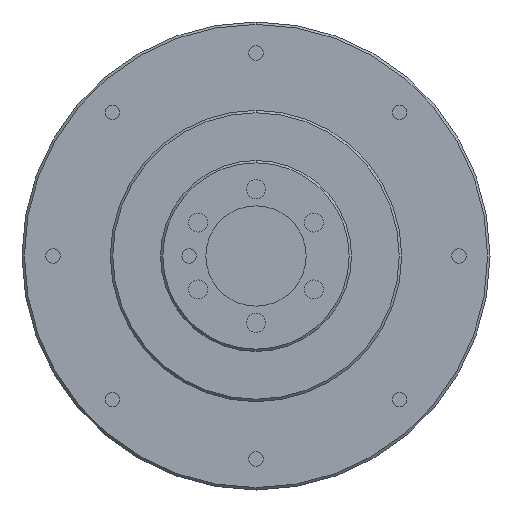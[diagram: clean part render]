
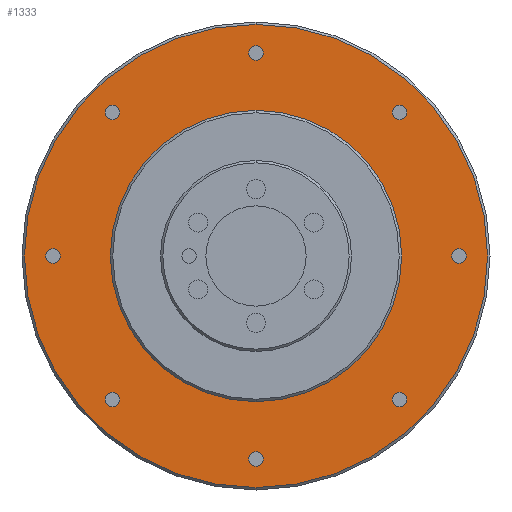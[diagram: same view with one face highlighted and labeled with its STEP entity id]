
A CAD part, left-side view. The second image highlights one B-rep face of the part: STEP entity #1333.
In plain terms, the highlighted planar face has unit normal (-1, 0, 0).
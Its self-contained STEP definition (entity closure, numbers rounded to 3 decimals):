
#55=CARTESIAN_POINT('',(-40.9,0.,0.));
#56=DIRECTION('',(-1.,0.,0.));
#57=DIRECTION('',(0.,0.,-1.));
#58=AXIS2_PLACEMENT_3D('',#55,#56,#57);
#60=CARTESIAN_POINT('',(-40.9,0.,0.));
#61=DIRECTION('',(1.,0.,0.));
#62=DIRECTION('',(0.,0.,-1.));
#63=AXIS2_PLACEMENT_3D('',#60,#61,#62);
#65=CARTESIAN_POINT('',(-40.9,0.,-42.5));
#66=DIRECTION('',(-1.,0.,0.));
#67=DIRECTION('',(0.,1.,0.));
#68=AXIS2_PLACEMENT_3D('',#65,#66,#67);
#70=CARTESIAN_POINT('',(-40.9,0.,-42.5));
#71=DIRECTION('',(-1.,0.,0.));
#72=DIRECTION('',(0.,-1.,0.));
#73=AXIS2_PLACEMENT_3D('',#70,#71,#72);
#75=CARTESIAN_POINT('',(-40.9,30.052,-30.052));
#76=DIRECTION('',(-1.,0.,0.));
#77=DIRECTION('',(0.,0.707,0.707));
#78=AXIS2_PLACEMENT_3D('',#75,#76,#77);
#80=CARTESIAN_POINT('',(-40.9,30.052,-30.052));
#81=DIRECTION('',(-1.,0.,0.));
#82=DIRECTION('',(0.,-0.707,-0.707));
#83=AXIS2_PLACEMENT_3D('',#80,#81,#82);
#85=CARTESIAN_POINT('',(-40.9,42.5,0.));
#86=DIRECTION('',(-1.,0.,0.));
#87=DIRECTION('',(0.,0.,1.));
#88=AXIS2_PLACEMENT_3D('',#85,#86,#87);
#90=CARTESIAN_POINT('',(-40.9,42.5,0.));
#91=DIRECTION('',(-1.,0.,0.));
#92=DIRECTION('',(0.,0.,-1.));
#93=AXIS2_PLACEMENT_3D('',#90,#91,#92);
#95=CARTESIAN_POINT('',(-40.9,30.052,30.052));
#96=DIRECTION('',(-1.,0.,0.));
#97=DIRECTION('',(0.,-0.707,0.707));
#98=AXIS2_PLACEMENT_3D('',#95,#96,#97);
#100=CARTESIAN_POINT('',(-40.9,30.052,30.052));
#101=DIRECTION('',(-1.,0.,0.));
#102=DIRECTION('',(0.,0.707,-0.707));
#103=AXIS2_PLACEMENT_3D('',#100,#101,#102);
#105=CARTESIAN_POINT('',(-40.9,0.,42.5));
#106=DIRECTION('',(-1.,0.,0.));
#107=DIRECTION('',(0.,-1.,0.));
#108=AXIS2_PLACEMENT_3D('',#105,#106,#107);
#110=CARTESIAN_POINT('',(-40.9,0.,42.5));
#111=DIRECTION('',(-1.,0.,0.));
#112=DIRECTION('',(0.,1.,0.));
#113=AXIS2_PLACEMENT_3D('',#110,#111,#112);
#115=CARTESIAN_POINT('',(-40.9,-30.052,30.052));
#116=DIRECTION('',(-1.,0.,0.));
#117=DIRECTION('',(0.,-0.707,-0.707));
#118=AXIS2_PLACEMENT_3D('',#115,#116,#117);
#120=CARTESIAN_POINT('',(-40.9,-30.052,30.052));
#121=DIRECTION('',(-1.,0.,0.));
#122=DIRECTION('',(0.,0.707,0.707));
#123=AXIS2_PLACEMENT_3D('',#120,#121,#122);
#125=CARTESIAN_POINT('',(-40.9,-42.5,0.));
#126=DIRECTION('',(-1.,0.,0.));
#127=DIRECTION('',(0.,0.,-1.));
#128=AXIS2_PLACEMENT_3D('',#125,#126,#127);
#130=CARTESIAN_POINT('',(-40.9,-42.5,0.));
#131=DIRECTION('',(-1.,0.,0.));
#132=DIRECTION('',(0.,0.,1.));
#133=AXIS2_PLACEMENT_3D('',#130,#131,#132);
#135=CARTESIAN_POINT('',(-40.9,-30.052,-30.052));
#136=DIRECTION('',(-1.,0.,0.));
#137=DIRECTION('',(0.,0.707,-0.707));
#138=AXIS2_PLACEMENT_3D('',#135,#136,#137);
#140=CARTESIAN_POINT('',(-40.9,-30.052,-30.052));
#141=DIRECTION('',(-1.,0.,0.));
#142=DIRECTION('',(0.,-0.707,0.707));
#143=AXIS2_PLACEMENT_3D('',#140,#141,#142);
#145=CARTESIAN_POINT('',(-40.9,0.,0.));
#146=DIRECTION('',(1.,0.,0.));
#147=DIRECTION('',(0.,0.,-1.));
#148=AXIS2_PLACEMENT_3D('',#145,#146,#147);
#158=CARTESIAN_POINT('',(-40.9,0.,0.));
#159=DIRECTION('',(-1.,0.,0.));
#160=DIRECTION('',(0.,0.,-1.));
#161=AXIS2_PLACEMENT_3D('',#158,#159,#160);
#932=CARTESIAN_POINT('',(-40.9,0.,-48.5));
#933=VERTEX_POINT('',#932);
#934=CARTESIAN_POINT('',(-40.9,0.,-30.5));
#936=VERTEX_POINT('',#934);
#952=CARTESIAN_POINT('',(-40.9,0.,48.5));
#953=VERTEX_POINT('',#952);
#954=CARTESIAN_POINT('',(-40.9,0.,30.5));
#956=VERTEX_POINT('',#954);
#1034=CARTESIAN_POINT('',(-40.9,1.5,-42.5));
#1035=CARTESIAN_POINT('',(-40.9,-1.5,-42.5));
#1036=VERTEX_POINT('',#1034);
#1037=VERTEX_POINT('',#1035);
#1042=CARTESIAN_POINT('',(-40.9,31.113,-28.991));
#1043=CARTESIAN_POINT('',(-40.9,28.991,-31.113));
#1044=VERTEX_POINT('',#1042);
#1045=VERTEX_POINT('',#1043);
#1050=CARTESIAN_POINT('',(-40.9,42.5,1.5));
#1051=CARTESIAN_POINT('',(-40.9,42.5,-1.5));
#1052=VERTEX_POINT('',#1050);
#1053=VERTEX_POINT('',#1051);
#1058=CARTESIAN_POINT('',(-40.9,28.991,31.113));
#1059=CARTESIAN_POINT('',(-40.9,31.113,28.991));
#1060=VERTEX_POINT('',#1058);
#1061=VERTEX_POINT('',#1059);
#1066=CARTESIAN_POINT('',(-40.9,-1.5,42.5));
#1067=CARTESIAN_POINT('',(-40.9,1.5,42.5));
#1068=VERTEX_POINT('',#1066);
#1069=VERTEX_POINT('',#1067);
#1074=CARTESIAN_POINT('',(-40.9,-31.113,28.991));
#1075=CARTESIAN_POINT('',(-40.9,-28.991,31.113));
#1076=VERTEX_POINT('',#1074);
#1077=VERTEX_POINT('',#1075);
#1082=CARTESIAN_POINT('',(-40.9,-42.5,-1.5));
#1083=CARTESIAN_POINT('',(-40.9,-42.5,1.5));
#1084=VERTEX_POINT('',#1082);
#1085=VERTEX_POINT('',#1083);
#1090=CARTESIAN_POINT('',(-40.9,-28.991,-31.113));
#1091=CARTESIAN_POINT('',(-40.9,-31.113,-28.991));
#1092=VERTEX_POINT('',#1090);
#1093=VERTEX_POINT('',#1091);
#1270=CARTESIAN_POINT('',(-40.9,0.,0.));
#1271=DIRECTION('',(1.,0.,0.));
#1272=DIRECTION('',(0.,0.,1.));
#1273=AXIS2_PLACEMENT_3D('',#1270,#1271,#1272);
#1274=PLANE('',#1273);
#1275=ORIENTED_EDGE('',*,*,#1263,.F.);
#1276=ORIENTED_EDGE('',*,*,#1252,.T.);
#1277=EDGE_LOOP('',(#1275,#1276));
#1278=FACE_OUTER_BOUND('',#1277,.F.);
#1280=ORIENTED_EDGE('',*,*,#1279,.F.);
#1282=ORIENTED_EDGE('',*,*,#1281,.T.);
#1283=EDGE_LOOP('',(#1280,#1282));
#1284=FACE_BOUND('',#1283,.F.);
#1286=ORIENTED_EDGE('',*,*,#1285,.T.);
#1288=ORIENTED_EDGE('',*,*,#1287,.T.);
#1289=EDGE_LOOP('',(#1286,#1288));
#1290=FACE_BOUND('',#1289,.F.);
#1292=ORIENTED_EDGE('',*,*,#1291,.T.);
#1294=ORIENTED_EDGE('',*,*,#1293,.T.);
#1295=EDGE_LOOP('',(#1292,#1294));
#1296=FACE_BOUND('',#1295,.F.);
#1298=ORIENTED_EDGE('',*,*,#1297,.T.);
#1300=ORIENTED_EDGE('',*,*,#1299,.T.);
#1301=EDGE_LOOP('',(#1298,#1300));
#1302=FACE_BOUND('',#1301,.F.);
#1304=ORIENTED_EDGE('',*,*,#1303,.T.);
#1306=ORIENTED_EDGE('',*,*,#1305,.T.);
#1307=EDGE_LOOP('',(#1304,#1306));
#1308=FACE_BOUND('',#1307,.F.);
#1310=ORIENTED_EDGE('',*,*,#1309,.T.);
#1312=ORIENTED_EDGE('',*,*,#1311,.T.);
#1313=EDGE_LOOP('',(#1310,#1312));
#1314=FACE_BOUND('',#1313,.F.);
#1316=ORIENTED_EDGE('',*,*,#1315,.T.);
#1318=ORIENTED_EDGE('',*,*,#1317,.T.);
#1319=EDGE_LOOP('',(#1316,#1318));
#1320=FACE_BOUND('',#1319,.F.);
#1322=ORIENTED_EDGE('',*,*,#1321,.T.);
#1324=ORIENTED_EDGE('',*,*,#1323,.T.);
#1325=EDGE_LOOP('',(#1322,#1324));
#1326=FACE_BOUND('',#1325,.F.);
#1328=ORIENTED_EDGE('',*,*,#1327,.T.);
#1330=ORIENTED_EDGE('',*,*,#1329,.T.);
#1331=EDGE_LOOP('',(#1328,#1330));
#1332=FACE_BOUND('',#1331,.F.);
#59=CIRCLE('',#58,48.5);
#64=CIRCLE('',#63,48.5);
#69=CIRCLE('',#68,1.5);
#74=CIRCLE('',#73,1.5);
#79=CIRCLE('',#78,1.5);
#84=CIRCLE('',#83,1.5);
#89=CIRCLE('',#88,1.5);
#94=CIRCLE('',#93,1.5);
#99=CIRCLE('',#98,1.5);
#104=CIRCLE('',#103,1.5);
#109=CIRCLE('',#108,1.5);
#114=CIRCLE('',#113,1.5);
#119=CIRCLE('',#118,1.5);
#124=CIRCLE('',#123,1.5);
#129=CIRCLE('',#128,1.5);
#134=CIRCLE('',#133,1.5);
#139=CIRCLE('',#138,1.5);
#144=CIRCLE('',#143,1.5);
#149=CIRCLE('',#148,30.5);
#162=CIRCLE('',#161,30.5);
#1252=EDGE_CURVE('',#933,#953,#64,.T.);
#1263=EDGE_CURVE('',#933,#953,#59,.T.);
#1279=EDGE_CURVE('',#936,#956,#149,.T.);
#1281=EDGE_CURVE('',#936,#956,#162,.T.);
#1285=EDGE_CURVE('',#1036,#1037,#69,.T.);
#1287=EDGE_CURVE('',#1037,#1036,#74,.T.);
#1291=EDGE_CURVE('',#1044,#1045,#79,.T.);
#1293=EDGE_CURVE('',#1045,#1044,#84,.T.);
#1297=EDGE_CURVE('',#1052,#1053,#89,.T.);
#1299=EDGE_CURVE('',#1053,#1052,#94,.T.);
#1303=EDGE_CURVE('',#1060,#1061,#99,.T.);
#1305=EDGE_CURVE('',#1061,#1060,#104,.T.);
#1309=EDGE_CURVE('',#1068,#1069,#109,.T.);
#1311=EDGE_CURVE('',#1069,#1068,#114,.T.);
#1315=EDGE_CURVE('',#1076,#1077,#119,.T.);
#1317=EDGE_CURVE('',#1077,#1076,#124,.T.);
#1321=EDGE_CURVE('',#1084,#1085,#129,.T.);
#1323=EDGE_CURVE('',#1085,#1084,#134,.T.);
#1327=EDGE_CURVE('',#1092,#1093,#139,.T.);
#1329=EDGE_CURVE('',#1093,#1092,#144,.T.);
#1333=ADVANCED_FACE('',(#1278,#1284,#1290,#1296,#1302,#1308,#1314,#1320,#1326,
#1332),#1274,.F.);
